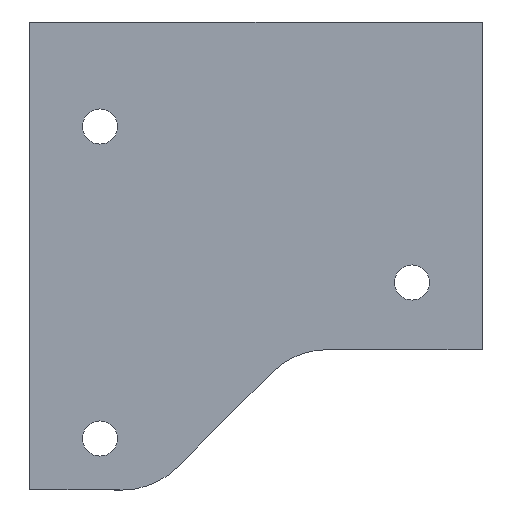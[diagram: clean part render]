
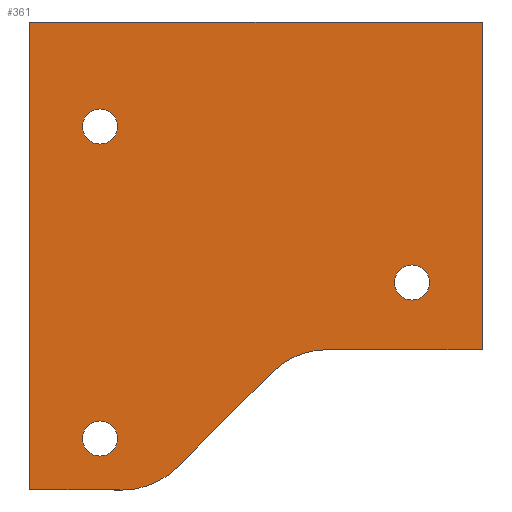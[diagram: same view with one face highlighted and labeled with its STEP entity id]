
A CAD part, front view. The second image highlights one B-rep face of the part: STEP entity #361.
In plain terms, the highlighted planar face has unit normal (0, -1, 0).
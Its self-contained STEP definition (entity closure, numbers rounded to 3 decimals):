
#17 = DIRECTION ( 'NONE',  ( 1., 0., 0. ) ) ;
#24 = VERTEX_POINT ( 'NONE', #858 ) ;
#32 = EDGE_CURVE ( 'NONE', #636, #754, #811, .T. ) ;
#71 = ORIENTED_EDGE ( 'NONE', *, *, #529, .F. ) ;
#72 = FACE_BOUND ( 'NONE', #276, .T. ) ;
#77 = DIRECTION ( 'NONE',  ( 0., -1., 0. ) ) ;
#82 = VERTEX_POINT ( 'NONE', #282 ) ;
#87 = ORIENTED_EDGE ( 'NONE', *, *, #654, .F. ) ;
#117 = VECTOR ( 'NONE', #801, 1000. ) ;
#118 = AXIS2_PLACEMENT_3D ( 'NONE', #501, #580, #760 ) ;
#144 = DIRECTION ( 'NONE',  ( 0., 1., 0. ) ) ;
#147 = CARTESIAN_POINT ( 'NONE',  ( 76.929, 0., -57.071 ) ) ;
#154 = DIRECTION ( 'NONE',  ( 0., -1., 0. ) ) ;
#168 = LINE ( 'NONE', #1055, #907 ) ;
#183 = DIRECTION ( 'NONE',  ( -0.707, 0., -0.707 ) ) ;
#191 = CIRCLE ( 'NONE', #339, 2.25 ) ;
#212 = DIRECTION ( 'NONE',  ( 0., -1., 0. ) ) ;
#238 = VERTEX_POINT ( 'NONE', #379 ) ;
#248 = DIRECTION ( 'NONE',  ( 0., 0., 1. ) ) ;
#253 = EDGE_CURVE ( 'NONE', #82, #24, #900, .T. ) ;
#263 = EDGE_LOOP ( 'NONE', ( #71, #1176 ) ) ;
#274 = CARTESIAN_POINT ( 'NONE',  ( 67., 0., -13.4 ) ) ;
#276 = EDGE_LOOP ( 'NONE', ( #904, #726 ) ) ;
#282 = CARTESIAN_POINT ( 'NONE',  ( 58., 0., 0. ) ) ;
#313 = CARTESIAN_POINT ( 'NONE',  ( 69.858, 0., -60. ) ) ;
#319 = VECTOR ( 'NONE', #183, 1000. ) ;
#321 = DIRECTION ( 'NONE',  ( 0., 0., -1. ) ) ;
#325 = EDGE_CURVE ( 'NONE', #607, #953, #870, .T. ) ;
#337 = CARTESIAN_POINT ( 'NONE',  ( 107., 0., -35.65 ) ) ;
#338 = CIRCLE ( 'NONE', #483, 10. ) ;
#339 = AXIS2_PLACEMENT_3D ( 'NONE', #274, #576, #937 ) ;
#361 = ADVANCED_FACE ( 'NONE', ( #411, #72, #651, #946 ), #596, .T. ) ;
#370 = ORIENTED_EDGE ( 'NONE', *, *, #761, .F. ) ;
#373 = AXIS2_PLACEMENT_3D ( 'NONE', #826, #212, #763 ) ;
#379 = CARTESIAN_POINT ( 'NONE',  ( 116., 0., -42. ) ) ;
#380 = EDGE_CURVE ( 'NONE', #238, #581, #1032, .T. ) ;
#385 = CARTESIAN_POINT ( 'NONE',  ( 107., 0., -31.15 ) ) ;
#390 = CARTESIAN_POINT ( 'NONE',  ( 116., 0., -60. ) ) ;
#411 = FACE_OUTER_BOUND ( 'NONE', #1136, .T. ) ;
#428 = EDGE_CURVE ( 'NONE', #867, #921, #538, .T. ) ;
#429 = DIRECTION ( 'NONE',  ( 0., -1., 0. ) ) ;
#434 = EDGE_CURVE ( 'NONE', #1135, #960, #338, .T. ) ;
#446 = ORIENTED_EDGE ( 'NONE', *, *, #253, .T. ) ;
#465 = DIRECTION ( 'NONE',  ( -1., 0., 0. ) ) ;
#472 = CARTESIAN_POINT ( 'NONE',  ( 58., 0., 0. ) ) ;
#476 = CARTESIAN_POINT ( 'NONE',  ( 89.071, 0., -44.929 ) ) ;
#480 = EDGE_CURVE ( 'NONE', #960, #549, #1082, .T. ) ;
#483 = AXIS2_PLACEMENT_3D ( 'NONE', #860, #531, #799 ) ;
#489 = DIRECTION ( 'NONE',  ( 0., 0., -1. ) ) ;
#501 = CARTESIAN_POINT ( 'NONE',  ( 107., 0., -33.4 ) ) ;
#503 = DIRECTION ( 'NONE',  ( 0., 0., 1. ) ) ;
#504 = DIRECTION ( 'NONE',  ( 0., 0., 1. ) ) ;
#529 = EDGE_CURVE ( 'NONE', #754, #636, #191, .T. ) ;
#531 = DIRECTION ( 'NONE',  ( 0., -1., 0. ) ) ;
#538 = CIRCLE ( 'NONE', #829, 2.25 ) ;
#545 = CARTESIAN_POINT ( 'NONE',  ( 96.142, 0., -42. ) ) ;
#547 = CARTESIAN_POINT ( 'NONE',  ( 74., 0., -60. ) ) ;
#549 = VERTEX_POINT ( 'NONE', #147 ) ;
#576 = DIRECTION ( 'NONE',  ( 0., -1., 0. ) ) ;
#580 = DIRECTION ( 'NONE',  ( 0., -1., 0. ) ) ;
#581 = VERTEX_POINT ( 'NONE', #753 ) ;
#587 = DIRECTION ( 'NONE',  ( 0., 0., 1. ) ) ;
#596 = PLANE ( 'NONE',  #895 ) ;
#604 = CARTESIAN_POINT ( 'NONE',  ( 67., 0., -53.4 ) ) ;
#607 = VERTEX_POINT ( 'NONE', #337 ) ;
#623 = VERTEX_POINT ( 'NONE', #313 ) ;
#632 = CIRCLE ( 'NONE', #118, 2.25 ) ;
#636 = VERTEX_POINT ( 'NONE', #686 ) ;
#641 = AXIS2_PLACEMENT_3D ( 'NONE', #846, #144, #489 ) ;
#651 = FACE_BOUND ( 'NONE', #263, .T. ) ;
#654 = EDGE_CURVE ( 'NONE', #953, #607, #632, .T. ) ;
#659 = AXIS2_PLACEMENT_3D ( 'NONE', #604, #77, #248 ) ;
#677 = CARTESIAN_POINT ( 'NONE',  ( 67., 0., -11.15 ) ) ;
#686 = CARTESIAN_POINT ( 'NONE',  ( 67., 0., -15.65 ) ) ;
#687 = ORIENTED_EDGE ( 'NONE', *, *, #380, .T. ) ;
#689 = CARTESIAN_POINT ( 'NONE',  ( 116., 0., 0. ) ) ;
#692 = CIRCLE ( 'NONE', #641, 10. ) ;
#726 = ORIENTED_EDGE ( 'NONE', *, *, #428, .F. ) ;
#753 = CARTESIAN_POINT ( 'NONE',  ( 116., 0., 0. ) ) ;
#754 = VERTEX_POINT ( 'NONE', #677 ) ;
#760 = DIRECTION ( 'NONE',  ( 0., 0., 1. ) ) ;
#761 = EDGE_CURVE ( 'NONE', #238, #1135, #168, .T. ) ;
#762 = DIRECTION ( 'NONE',  ( 0., -1., 0. ) ) ;
#763 = DIRECTION ( 'NONE',  ( 0., 0., 1. ) ) ;
#781 = EDGE_CURVE ( 'NONE', #549, #623, #692, .T. ) ;
#790 = ORIENTED_EDGE ( 'NONE', *, *, #934, .T. ) ;
#792 = ORIENTED_EDGE ( 'NONE', *, *, #781, .F. ) ;
#799 = DIRECTION ( 'NONE',  ( 0., 0., -1. ) ) ;
#801 = DIRECTION ( 'NONE',  ( 0., 0., -1. ) ) ;
#811 = CIRCLE ( 'NONE', #933, 2.25 ) ;
#826 = CARTESIAN_POINT ( 'NONE',  ( 107., 0., -33.4 ) ) ;
#829 = AXIS2_PLACEMENT_3D ( 'NONE', #955, #154, #504 ) ;
#846 = CARTESIAN_POINT ( 'NONE',  ( 69.858, 0., -50. ) ) ;
#858 = CARTESIAN_POINT ( 'NONE',  ( 58., 0., -60. ) ) ;
#860 = CARTESIAN_POINT ( 'NONE',  ( 96.142, 0., -52. ) ) ;
#861 = CIRCLE ( 'NONE', #659, 2.25 ) ;
#867 = VERTEX_POINT ( 'NONE', #1118 ) ;
#870 = CIRCLE ( 'NONE', #373, 2.25 ) ;
#880 = LINE ( 'NONE', #390, #1125 ) ;
#889 = ORIENTED_EDGE ( 'NONE', *, *, #480, .F. ) ;
#895 = AXIS2_PLACEMENT_3D ( 'NONE', #689, #429, #321 ) ;
#897 = CARTESIAN_POINT ( 'NONE',  ( 67., 0., -51.15 ) ) ;
#898 = EDGE_LOOP ( 'NONE', ( #87, #1092 ) ) ;
#900 = LINE ( 'NONE', #472, #117 ) ;
#904 = ORIENTED_EDGE ( 'NONE', *, *, #1036, .F. ) ;
#907 = VECTOR ( 'NONE', #964, 1000. ) ;
#921 = VERTEX_POINT ( 'NONE', #897 ) ;
#929 = VECTOR ( 'NONE', #465, 1000. ) ;
#930 = CARTESIAN_POINT ( 'NONE',  ( 116., 0., 0. ) ) ;
#933 = AXIS2_PLACEMENT_3D ( 'NONE', #952, #762, #503 ) ;
#934 = EDGE_CURVE ( 'NONE', #581, #82, #1156, .T. ) ;
#937 = DIRECTION ( 'NONE',  ( 0., 0., 1. ) ) ;
#946 = FACE_BOUND ( 'NONE', #898, .T. ) ;
#952 = CARTESIAN_POINT ( 'NONE',  ( 67., 0., -13.4 ) ) ;
#953 = VERTEX_POINT ( 'NONE', #385 ) ;
#955 = CARTESIAN_POINT ( 'NONE',  ( 67., 0., -53.4 ) ) ;
#960 = VERTEX_POINT ( 'NONE', #476 ) ;
#962 = CARTESIAN_POINT ( 'NONE',  ( 116., 0., 0. ) ) ;
#964 = DIRECTION ( 'NONE',  ( -1., 0., 0. ) ) ;
#991 = ORIENTED_EDGE ( 'NONE', *, *, #1100, .T. ) ;
#1032 = LINE ( 'NONE', #962, #1153 ) ;
#1036 = EDGE_CURVE ( 'NONE', #921, #867, #861, .T. ) ;
#1055 = CARTESIAN_POINT ( 'NONE',  ( 92., 0., -42. ) ) ;
#1074 = ORIENTED_EDGE ( 'NONE', *, *, #434, .F. ) ;
#1082 = LINE ( 'NONE', #547, #319 ) ;
#1092 = ORIENTED_EDGE ( 'NONE', *, *, #325, .F. ) ;
#1100 = EDGE_CURVE ( 'NONE', #24, #623, #880, .T. ) ;
#1118 = CARTESIAN_POINT ( 'NONE',  ( 67., 0., -55.65 ) ) ;
#1125 = VECTOR ( 'NONE', #17, 1000. ) ;
#1135 = VERTEX_POINT ( 'NONE', #545 ) ;
#1136 = EDGE_LOOP ( 'NONE', ( #889, #1074, #370, #687, #790, #446, #991, #792 ) ) ;
#1153 = VECTOR ( 'NONE', #587, 1000. ) ;
#1156 = LINE ( 'NONE', #930, #929 ) ;
#1176 = ORIENTED_EDGE ( 'NONE', *, *, #32, .F. ) ;
